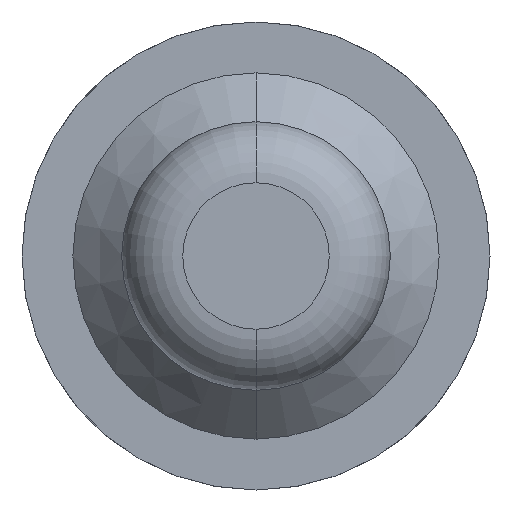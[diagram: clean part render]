
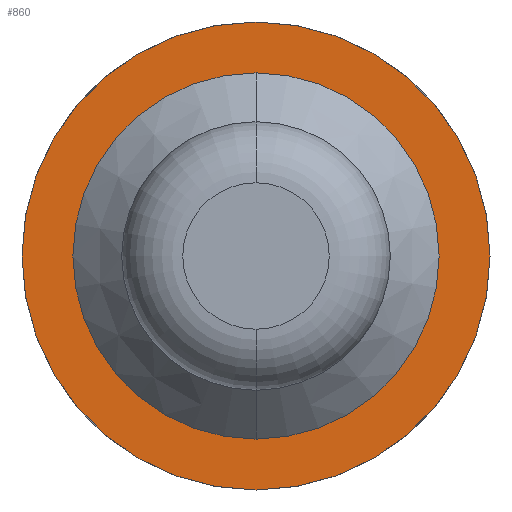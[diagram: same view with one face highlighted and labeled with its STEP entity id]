
A CAD part, front view. The second image highlights one B-rep face of the part: STEP entity #860.
In plain terms, the highlighted planar face has unit normal (0, -1, 0).
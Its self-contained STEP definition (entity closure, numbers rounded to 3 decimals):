
#12 = ORIENTED_EDGE ( 'NONE', *, *, #3815, .T. ) ;
#193 = AXIS2_PLACEMENT_3D ( 'NONE', #679, #2608, #398 ) ;
#346 = EDGE_CURVE ( 'Defeature ausgef�hrt2_11+Defeature ausgef�hrt2_12+Defeature ausgef�hrt2_12+Defeature ausgef�hrt2_12', #1513, #347, #1503, .T. ) ;
#347 = VERTEX_POINT ( 'NONE', #629 ) ;
#398 = DIRECTION ( 'NONE',  ( 0., 0., -1. ) ) ;
#427 = CARTESIAN_POINT ( 'NONE',  ( 0., -1.7, -0.35 ) ) ;
#467 = AXIS2_PLACEMENT_3D ( 'NONE', #4145, #3798, #919 ) ;
#629 = CARTESIAN_POINT ( 'NONE',  ( 0., -1.7, 0.35 ) ) ;
#679 = CARTESIAN_POINT ( 'NONE',  ( 0., -1.7, 0. ) ) ;
#686 = PLANE ( 'NONE',  #2408 ) ;
#766 = DIRECTION ( 'NONE',  ( 0., 0., -1. ) ) ;
#860 = ADVANCED_FACE ( 'Defeature ausgef�hrt2_12', ( #3206, #2908 ), #686, .T. ) ;
#919 = DIRECTION ( 'NONE',  ( 0., 0., -1. ) ) ;
#1113 = VERTEX_POINT ( 'NONE', #4146 ) ;
#1159 = ORIENTED_EDGE ( 'NONE', *, *, #2337, .T. ) ;
#1503 = CIRCLE ( 'NONE', #2317, 0.35 ) ;
#1513 = VERTEX_POINT ( 'NONE', #427 ) ;
#1547 = CIRCLE ( 'NONE', #2951, 0.35 ) ;
#1603 = DIRECTION ( 'NONE',  ( 0., 0., -1. ) ) ;
#1983 = DIRECTION ( 'NONE',  ( 0., -1., 0. ) ) ;
#2010 = CIRCLE ( 'NONE', #193, 0.575 ) ;
#2075 = DIRECTION ( 'NONE',  ( 0., -1., 0. ) ) ;
#2317 = AXIS2_PLACEMENT_3D ( 'NONE', #2712, #2075, #4008 ) ;
#2337 = EDGE_CURVE ( 'Defeature ausgef�hrt2_12+Defeature ausgef�hrt2_13+Defeature ausgef�hrt2_13+Defeature ausgef�hrt2_13', #4070, #1113, #2010, .T. ) ;
#2408 = AXIS2_PLACEMENT_3D ( 'NONE', #2950, #1983, #1603 ) ;
#2607 = EDGE_LOOP ( 'NONE', ( #3310, #3319 ) ) ;
#2608 = DIRECTION ( 'NONE',  ( 0., -1., 0. ) ) ;
#2656 = CARTESIAN_POINT ( 'NONE',  ( 0., -1.7, -0.575 ) ) ;
#2699 = DIRECTION ( 'NONE',  ( 0., -1., 0. ) ) ;
#2712 = CARTESIAN_POINT ( 'NONE',  ( 0., -1.7, 0. ) ) ;
#2818 = CIRCLE ( 'NONE', #467, 0.575 ) ;
#2908 = FACE_BOUND ( 'NONE', #2607, .T. ) ;
#2950 = CARTESIAN_POINT ( 'NONE',  ( 0.35, -1.7, 0. ) ) ;
#2951 = AXIS2_PLACEMENT_3D ( 'NONE', #3391, #2699, #766 ) ;
#3206 = FACE_OUTER_BOUND ( 'NONE', #4118, .T. ) ;
#3310 = ORIENTED_EDGE ( 'NONE', *, *, #346, .F. ) ;
#3319 = ORIENTED_EDGE ( 'NONE', *, *, #4137, .F. ) ;
#3391 = CARTESIAN_POINT ( 'NONE',  ( 0., -1.7, 0. ) ) ;
#3798 = DIRECTION ( 'NONE',  ( 0., -1., 0. ) ) ;
#3815 = EDGE_CURVE ( 'Defeature ausgef�hrt2_12+Defeature ausgef�hrt2_13+Defeature ausgef�hrt2_13+Defeature ausgef�hrt2_13', #1113, #4070, #2818, .T. ) ;
#4008 = DIRECTION ( 'NONE',  ( 0., 0., -1. ) ) ;
#4070 = VERTEX_POINT ( 'NONE', #2656 ) ;
#4118 = EDGE_LOOP ( 'NONE', ( #1159, #12 ) ) ;
#4137 = EDGE_CURVE ( 'Defeature ausgef�hrt2_11+Defeature ausgef�hrt2_12+Defeature ausgef�hrt2_12+Defeature ausgef�hrt2_12', #347, #1513, #1547, .T. ) ;
#4145 = CARTESIAN_POINT ( 'NONE',  ( 0., -1.7, 0. ) ) ;
#4146 = CARTESIAN_POINT ( 'NONE',  ( 0., -1.7, 0.575 ) ) ;
